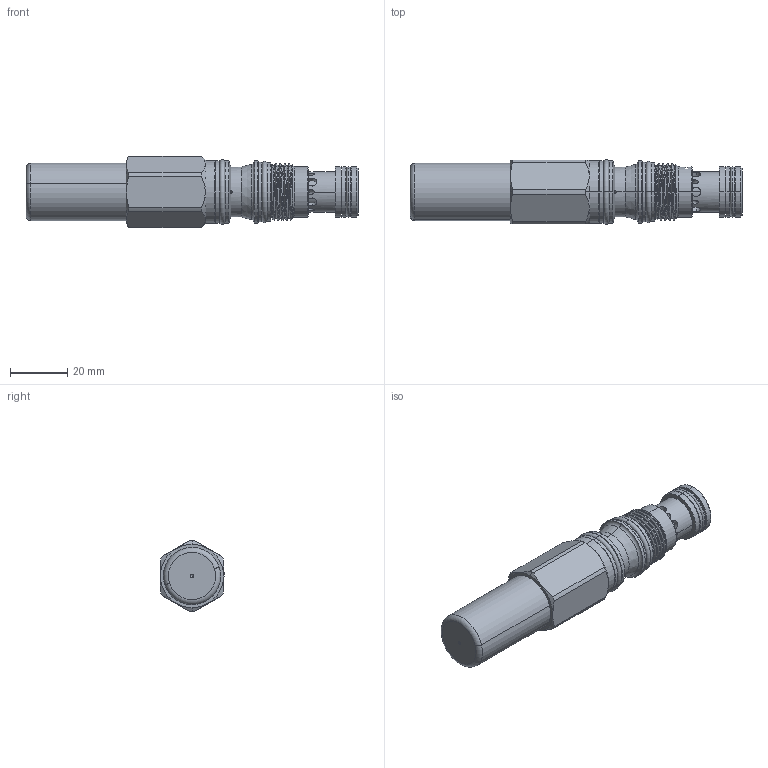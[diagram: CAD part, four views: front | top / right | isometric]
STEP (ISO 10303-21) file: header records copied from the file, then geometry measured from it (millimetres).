
FILE_DESCRIPTION (( 'STEP AP203' ), '1' );
FILE_NAME ('SD11A30-C.STEP', '2020-03-27T01:45:58', ( '' ), ( '' ), 'SwSTEP 2.0', 'SolidWorks 2018', '' );
FILE_SCHEMA (( 'CONFIG_CONTROL_DESIGN' ));
Length unit declared in the file: millimetre
Products named in the file (1): SD11A30-C
Bounding box: 115.8 x 22.55 x 24.8 mm (x, y, z)
Volume: 31912.1 mm3; surface area: 15101.5 mm2
Topology: 5 solids, 5 shells, 313 faces, 731 edges, 456 vertices
Faces by surface type: cylinder 162, plane 66, cone 40, torus 36, bspline 9
Entity records: 17163 total; most frequent: CARTESIAN_POINT 10224, ORIENTED_EDGE 1458, DIRECTION 1415, EDGE_CURVE 729, AXIS2_PLACEMENT_3D 594, VERTEX_POINT 456, EDGE_LOOP 349, ADVANCED_FACE 313
